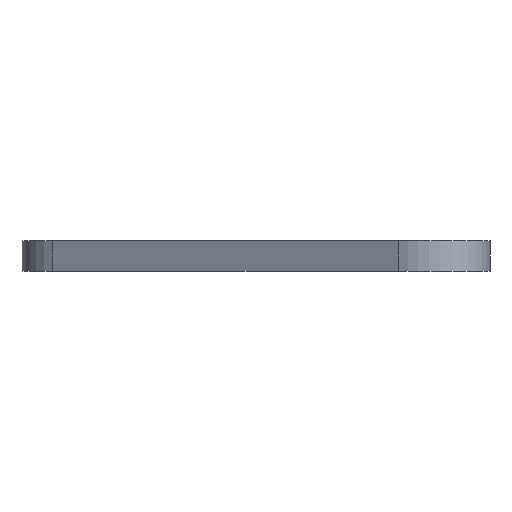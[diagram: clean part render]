
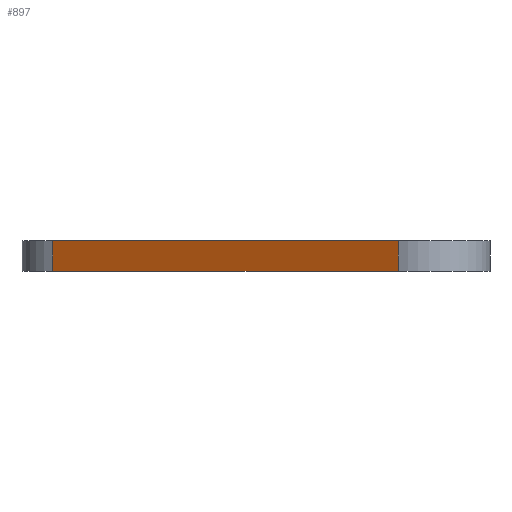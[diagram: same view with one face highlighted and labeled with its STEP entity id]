
A CAD part, left-side view. The second image highlights one B-rep face of the part: STEP entity #897.
In plain terms, the highlighted planar face has unit normal (-0.866, 0.5, 0).
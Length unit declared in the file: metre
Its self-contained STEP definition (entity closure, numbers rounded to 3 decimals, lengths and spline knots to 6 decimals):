
#51=LINE('',#1429,#114);
#58=LINE('',#1511,#121);
#59=LINE('',#1514,#122);
#60=LINE('',#1515,#123);
#114=VECTOR('',#1105,1.);
#121=VECTOR('',#1182,1.);
#122=VECTOR('',#1183,1.);
#123=VECTOR('',#1184,1.);
#221=ORIENTED_EDGE('',*,*,#495,.F.);
#222=ORIENTED_EDGE('',*,*,#496,.T.);
#223=ORIENTED_EDGE('',*,*,#454,.T.);
#224=ORIENTED_EDGE('',*,*,#497,.T.);
#454=EDGE_CURVE('',#592,#591,#51,.T.);
#495=EDGE_CURVE('',#632,#633,#58,.T.);
#496=EDGE_CURVE('',#632,#592,#59,.F.);
#497=EDGE_CURVE('',#591,#633,#60,.T.);
#591=VERTEX_POINT('',#1428);
#592=VERTEX_POINT('',#1430);
#632=VERTEX_POINT('',#1512);
#633=VERTEX_POINT('',#1513);
#760=EDGE_LOOP('',(#221,#222,#223,#224));
#823=FACE_BOUND('',#760,.T.);
#879=PLANE('',#1002);
#897=ADVANCED_FACE('',(#823),#879,.T.);
#1002=AXIS2_PLACEMENT_3D('',#1510,#1180,#1181);
#1105=DIRECTION('',(0.5,0.866,0.));
#1180=DIRECTION('',(-0.866,0.5,0.));
#1181=DIRECTION('',(-0.5,-0.866,0.));
#1182=DIRECTION('',(0.5,0.866,0.));
#1183=DIRECTION('',(0.,0.,-1.));
#1184=DIRECTION('',(0.,0.,-1.));
#1428=CARTESIAN_POINT('',(-0.004399,0.021709,0.00254));
#1429=CARTESIAN_POINT('',(-0.0127,0.007332,0.00254));
#1430=CARTESIAN_POINT('',(-0.021001,-0.007045,0.00254));
#1510=CARTESIAN_POINT('',(-0.0127,0.007332,0.00254));
#1511=CARTESIAN_POINT('',(-0.0127,0.007332,0.));
#1512=CARTESIAN_POINT('',(-0.021001,-0.007045,0.));
#1513=CARTESIAN_POINT('',(-0.004399,0.021709,0.));
#1514=CARTESIAN_POINT('',(-0.021001,-0.007045,0.00254));
#1515=CARTESIAN_POINT('',(-0.004399,0.021709,0.00254));
